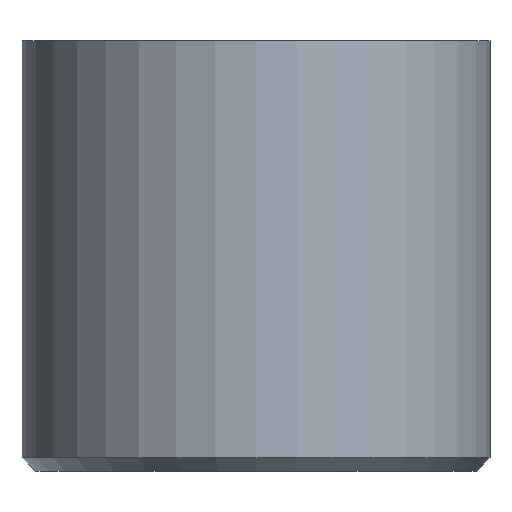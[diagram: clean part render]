
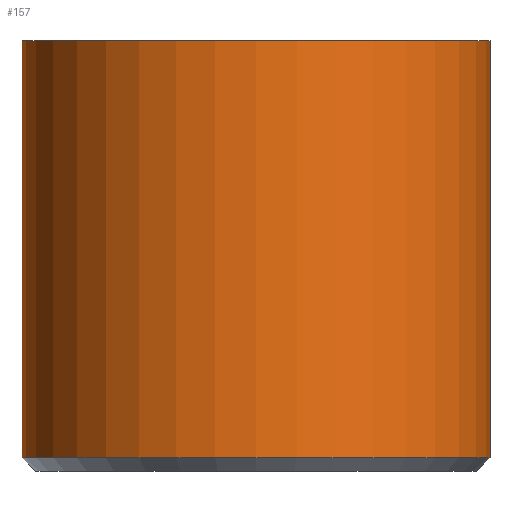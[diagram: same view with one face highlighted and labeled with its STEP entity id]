
A CAD part, front view. The second image highlights one B-rep face of the part: STEP entity #157.
In plain terms, the highlighted cylindrical face has radius 13.8 mm (diameter 27.6 mm), a full revolution.
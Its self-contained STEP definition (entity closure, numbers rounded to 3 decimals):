
#42 = PLANE('',#43);
#43 = AXIS2_PLACEMENT_3D('',#44,#45,#46);
#44 = CARTESIAN_POINT('',(13.8,0.,25.4));
#45 = DIRECTION('',(0.,0.,-1.));
#46 = DIRECTION('',(-1.,0.,0.));
#72 = EDGE_CURVE('',#73,#73,#75,.T.);
#73 = VERTEX_POINT('',#74);
#74 = CARTESIAN_POINT('',(13.8,0.,25.4));
#75 = SURFACE_CURVE('',#76,(#81,#92),.PCURVE_S1.);
#76 = CIRCLE('',#77,13.8);
#77 = AXIS2_PLACEMENT_3D('',#78,#79,#80);
#78 = CARTESIAN_POINT('',(0.,0.,25.4));
#79 = DIRECTION('',(0.,0.,1.));
#80 = DIRECTION('',(1.,0.,0.));
#81 = PCURVE('',#42,#82);
#82 = DEFINITIONAL_REPRESENTATION('',(#83),#91);
#83 = ( BOUNDED_CURVE() B_SPLINE_CURVE(2,(#84,#85,#86,#87,#88,#89,#90),
.UNSPECIFIED.,.F.,.F.) B_SPLINE_CURVE_WITH_KNOTS((1,2,2,2,2,1),(
    -2.094,0.,2.094,4.189,6.283,
8.378),.UNSPECIFIED.) CURVE() GEOMETRIC_REPRESENTATION_ITEM() 
RATIONAL_B_SPLINE_CURVE((1.,0.5,1.,0.5,1.,0.5,1.)) REPRESENTATION_ITEM(
  '') );
#84 = CARTESIAN_POINT('',(0.,0.));
#85 = CARTESIAN_POINT('',(0.,23.902));
#86 = CARTESIAN_POINT('',(20.7,11.951));
#87 = CARTESIAN_POINT('',(41.4,0.));
#88 = CARTESIAN_POINT('',(20.7,-11.951));
#89 = CARTESIAN_POINT('',(0.,-23.902));
#90 = CARTESIAN_POINT('',(0.,0.));
#91 = ( GEOMETRIC_REPRESENTATION_CONTEXT(2) 
PARAMETRIC_REPRESENTATION_CONTEXT() REPRESENTATION_CONTEXT('2D SPACE',''
  ) );
#92 = PCURVE('',#93,#98);
#93 = CYLINDRICAL_SURFACE('',#94,13.8);
#94 = AXIS2_PLACEMENT_3D('',#95,#96,#97);
#95 = CARTESIAN_POINT('',(0.,0.,0.));
#96 = DIRECTION('',(-0.,-0.,-1.));
#97 = DIRECTION('',(1.,0.,0.));
#98 = DEFINITIONAL_REPRESENTATION('',(#99),#103);
#99 = LINE('',#100,#101);
#100 = CARTESIAN_POINT('',(-0.,-25.4));
#101 = VECTOR('',#102,1.);
#102 = DIRECTION('',(-1.,0.));
#103 = ( GEOMETRIC_REPRESENTATION_CONTEXT(2) 
PARAMETRIC_REPRESENTATION_CONTEXT() REPRESENTATION_CONTEXT('2D SPACE',''
  ) );
#157 = ADVANCED_FACE('',(#158),#93,.T.);
#158 = FACE_BOUND('',#159,.F.);
#159 = EDGE_LOOP('',(#160,#183,#184,#185));
#160 = ORIENTED_EDGE('',*,*,#161,.T.);
#161 = EDGE_CURVE('',#162,#73,#164,.T.);
#162 = VERTEX_POINT('',#163);
#163 = CARTESIAN_POINT('',(13.8,0.,0.8));
#164 = SEAM_CURVE('',#165,(#169,#176),.PCURVE_S1.);
#165 = LINE('',#166,#167);
#166 = CARTESIAN_POINT('',(13.8,0.,0.));
#167 = VECTOR('',#168,1.);
#168 = DIRECTION('',(0.,0.,1.));
#169 = PCURVE('',#93,#170);
#170 = DEFINITIONAL_REPRESENTATION('',(#171),#175);
#171 = LINE('',#172,#173);
#172 = CARTESIAN_POINT('',(-0.,0.));
#173 = VECTOR('',#174,1.);
#174 = DIRECTION('',(-0.,-1.));
#175 = ( GEOMETRIC_REPRESENTATION_CONTEXT(2) 
PARAMETRIC_REPRESENTATION_CONTEXT() REPRESENTATION_CONTEXT('2D SPACE',''
  ) );
#176 = PCURVE('',#93,#177);
#177 = DEFINITIONAL_REPRESENTATION('',(#178),#182);
#178 = LINE('',#179,#180);
#179 = CARTESIAN_POINT('',(-6.283,0.));
#180 = VECTOR('',#181,1.);
#181 = DIRECTION('',(-0.,-1.));
#182 = ( GEOMETRIC_REPRESENTATION_CONTEXT(2) 
PARAMETRIC_REPRESENTATION_CONTEXT() REPRESENTATION_CONTEXT('2D SPACE',''
  ) );
#183 = ORIENTED_EDGE('',*,*,#72,.T.);
#184 = ORIENTED_EDGE('',*,*,#161,.F.);
#185 = ORIENTED_EDGE('',*,*,#186,.F.);
#186 = EDGE_CURVE('',#162,#162,#187,.T.);
#187 = SURFACE_CURVE('',#188,(#193,#200),.PCURVE_S1.);
#188 = CIRCLE('',#189,13.8);
#189 = AXIS2_PLACEMENT_3D('',#190,#191,#192);
#190 = CARTESIAN_POINT('',(0.,0.,0.8));
#191 = DIRECTION('',(0.,0.,1.));
#192 = DIRECTION('',(1.,0.,0.));
#193 = PCURVE('',#93,#194);
#194 = DEFINITIONAL_REPRESENTATION('',(#195),#199);
#195 = LINE('',#196,#197);
#196 = CARTESIAN_POINT('',(-0.,-0.8));
#197 = VECTOR('',#198,1.);
#198 = DIRECTION('',(-1.,0.));
#199 = ( GEOMETRIC_REPRESENTATION_CONTEXT(2) 
PARAMETRIC_REPRESENTATION_CONTEXT() REPRESENTATION_CONTEXT('2D SPACE',''
  ) );
#200 = PCURVE('',#201,#206);
#201 = CONICAL_SURFACE('',#202,13.8,0.785);
#202 = AXIS2_PLACEMENT_3D('',#203,#204,#205);
#203 = CARTESIAN_POINT('',(0.,0.,0.8));
#204 = DIRECTION('',(0.,0.,1.));
#205 = DIRECTION('',(1.,0.,0.));
#206 = DEFINITIONAL_REPRESENTATION('',(#207),#211);
#207 = LINE('',#208,#209);
#208 = CARTESIAN_POINT('',(0.,-0.));
#209 = VECTOR('',#210,1.);
#210 = DIRECTION('',(1.,-0.));
#211 = ( GEOMETRIC_REPRESENTATION_CONTEXT(2) 
PARAMETRIC_REPRESENTATION_CONTEXT() REPRESENTATION_CONTEXT('2D SPACE',''
  ) );
